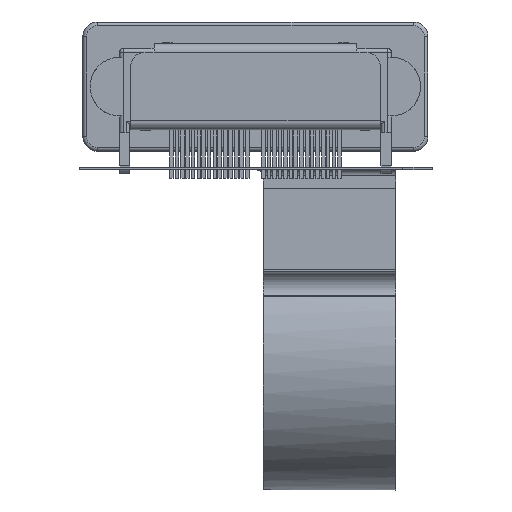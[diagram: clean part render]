
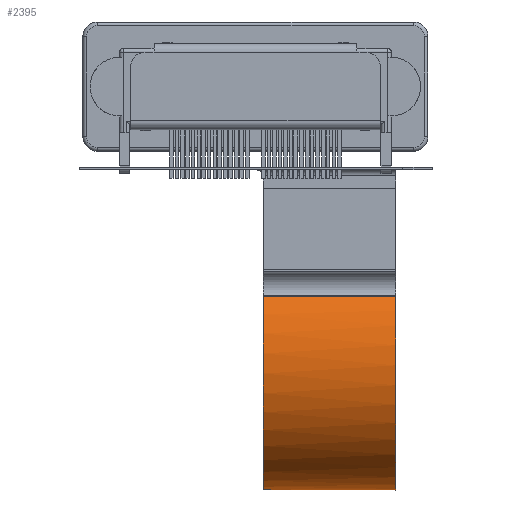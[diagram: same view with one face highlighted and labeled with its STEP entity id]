
A CAD part, left-side view. The second image highlights one B-rep face of the part: STEP entity #2395.
In plain terms, the highlighted cylindrical face has radius 8.823 mm (diameter 17.646 mm), a partial arc.
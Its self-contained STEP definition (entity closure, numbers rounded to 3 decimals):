
#2395 = ADVANCED_FACE('',(#2396),#2442,.T.);
#2396 = FACE_BOUND('',#2397,.F.);
#2397 = EDGE_LOOP('',(#2398,#2407,#2422,#2429));
#2398 = ORIENTED_EDGE('',*,*,#2399,.F.);
#2399 = EDGE_CURVE('',#2400,#2402,#2404,.T.);
#2400 = VERTEX_POINT('',#2401);
#2401 = CARTESIAN_POINT('',(70.449,68.,
    -8.764));
#2402 = VERTEX_POINT('',#2403);
#2403 = CARTESIAN_POINT('',(70.449,77.,
    -8.764));
#2404 = B_SPLINE_CURVE_WITH_KNOTS('',1,(#2405,#2406),.UNSPECIFIED.,.F.,
  .F.,(2,2),(0.,9.),.PIECEWISE_BEZIER_KNOTS.);
#2405 = CARTESIAN_POINT('',(70.449,68.,
    -8.764));
#2406 = CARTESIAN_POINT('',(70.449,77.,
    -8.764));
#2407 = ORIENTED_EDGE('',*,*,#2408,.F.);
#2408 = EDGE_CURVE('',#2409,#2400,#2411,.T.);
#2409 = VERTEX_POINT('',#2410);
#2410 = CARTESIAN_POINT('',(86.93,68.,
    -13.144));
#2411 = B_SPLINE_CURVE_WITH_KNOTS('',9,(#2412,#2413,#2414,#2415,#2416,
    #2417,#2418,#2419,#2420,#2421),.UNSPECIFIED.,.F.,.F.,(10,10),(
    0.,3.661),.PIECEWISE_BEZIER_KNOTS.);
#2412 = CARTESIAN_POINT('',(86.93,68.,
    -13.144));
#2413 = CARTESIAN_POINT('',(86.931,68.,
    -16.734));
#2414 = CARTESIAN_POINT('',(85.288,68.,
    -20.323));
#2415 = CARTESIAN_POINT('',(82.003,68.,
    -23.053));
#2416 = CARTESIAN_POINT('',(77.599,68.,-24.068
    ));
#2417 = CARTESIAN_POINT('',(73.126,68.,
    -22.879));
#2418 = CARTESIAN_POINT('',(69.807,68.,
    -19.812));
#2419 = CARTESIAN_POINT('',(68.31,68.,
    -15.811));
#2420 = CARTESIAN_POINT('',(68.666,68.,
    -11.88));
#2421 = CARTESIAN_POINT('',(70.449,68.,
    -8.764));
#2422 = ORIENTED_EDGE('',*,*,#2423,.F.);
#2423 = EDGE_CURVE('',#2424,#2409,#2426,.T.);
#2424 = VERTEX_POINT('',#2425);
#2425 = CARTESIAN_POINT('',(86.93,77.,
    -13.144));
#2426 = B_SPLINE_CURVE_WITH_KNOTS('',1,(#2427,#2428),.UNSPECIFIED.,.F.,
  .F.,(2,2),(0.,9.),.PIECEWISE_BEZIER_KNOTS.);
#2427 = CARTESIAN_POINT('',(86.93,77.,
    -13.144));
#2428 = CARTESIAN_POINT('',(86.93,68.,
    -13.144));
#2429 = ORIENTED_EDGE('',*,*,#2430,.F.);
#2430 = EDGE_CURVE('',#2402,#2424,#2431,.T.);
#2431 = B_SPLINE_CURVE_WITH_KNOTS('',9,(#2432,#2433,#2434,#2435,#2436,
    #2437,#2438,#2439,#2440,#2441),.UNSPECIFIED.,.F.,.F.,(10,10),(
    0.,3.661),.PIECEWISE_BEZIER_KNOTS.);
#2432 = CARTESIAN_POINT('',(70.449,77.,
    -8.764));
#2433 = CARTESIAN_POINT('',(68.666,77.,
    -11.88));
#2434 = CARTESIAN_POINT('',(68.31,77.,
    -15.811));
#2435 = CARTESIAN_POINT('',(69.807,77.,
    -19.812));
#2436 = CARTESIAN_POINT('',(73.126,77.,
    -22.879));
#2437 = CARTESIAN_POINT('',(77.599,77.,
    -24.068));
#2438 = CARTESIAN_POINT('',(82.003,77.,
    -23.053));
#2439 = CARTESIAN_POINT('',(85.288,77.,
    -20.323));
#2440 = CARTESIAN_POINT('',(86.931,77.,
    -16.734));
#2441 = CARTESIAN_POINT('',(86.93,77.,
    -13.144));
#2442 = CYLINDRICAL_SURFACE('',#2443,8.823);
#2443 = AXIS2_PLACEMENT_3D('',#2444,#2445,#2446);
#2444 = CARTESIAN_POINT('',(78.107,68.,
    -13.145));
#2445 = DIRECTION('',(0.,1.,0.));
#2446 = DIRECTION('',(1.,0.,0.));
